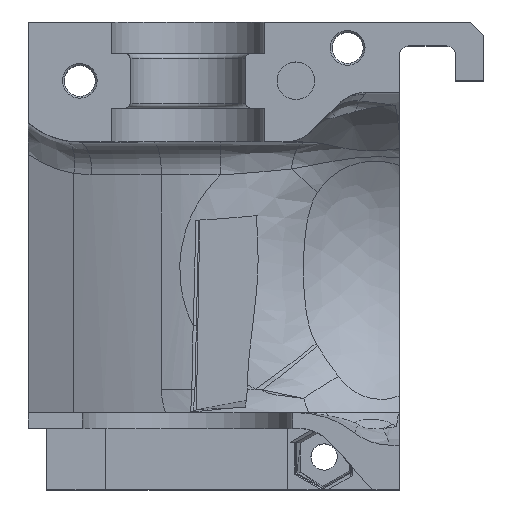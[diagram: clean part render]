
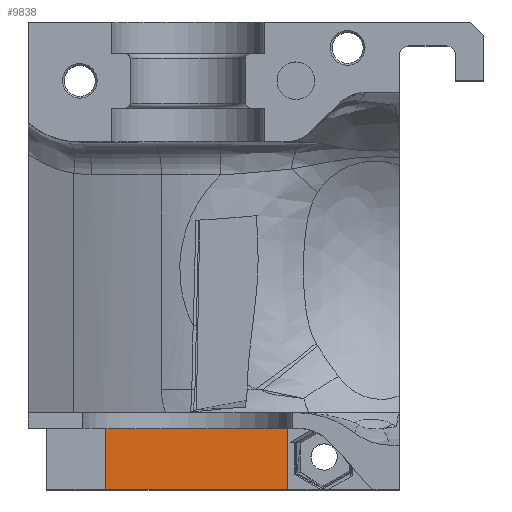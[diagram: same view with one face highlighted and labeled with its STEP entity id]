
A CAD part, top view. The second image highlights one B-rep face of the part: STEP entity #9838.
In plain terms, the highlighted planar face has unit normal (0, 0, 1).
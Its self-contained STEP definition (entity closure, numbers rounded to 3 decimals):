
#2076 = PLANE('',#2077);
#2077 = AXIS2_PLACEMENT_3D('',#2078,#2079,#2080);
#2078 = CARTESIAN_POINT('',(-216.528,85.,
    3.966));
#2079 = DIRECTION('',(0.,-1.,0.));
#2080 = DIRECTION('',(1.,0.,0.));
#3047 = PLANE('',#3048);
#3048 = AXIS2_PLACEMENT_3D('',#3049,#3050,#3051);
#3049 = CARTESIAN_POINT('',(-203.425,78.5,0.));
#3050 = DIRECTION('',(0.,1.,0.));
#3051 = DIRECTION('',(0.,0.,1.));
#4878 = PLANE('',#4879);
#4879 = AXIS2_PLACEMENT_3D('',#4880,#4881,#4882);
#4880 = CARTESIAN_POINT('',(-208.325,78.5,0.));
#4881 = DIRECTION('',(1.,0.,0.));
#4882 = DIRECTION('',(0.,0.,-1.));
#5127 = VERTEX_POINT('',#5128);
#5128 = CARTESIAN_POINT('',(-227.725,85.,1.));
#5142 = PLANE('',#5143);
#5143 = AXIS2_PLACEMENT_3D('',#5144,#5145,#5146);
#5144 = CARTESIAN_POINT('',(-227.725,78.5,0.));
#5145 = DIRECTION('',(1.,0.,0.));
#5146 = DIRECTION('',(0.,0.,-1.));
#5154 = EDGE_CURVE('',#5127,#5155,#5157,.T.);
#5155 = VERTEX_POINT('',#5156);
#5156 = CARTESIAN_POINT('',(-208.325,85.,1.));
#5157 = SURFACE_CURVE('',#5158,(#5162,#5169),.PCURVE_S1.);
#5158 = LINE('',#5159,#5160);
#5159 = CARTESIAN_POINT('',(-232.925,85.,1.));
#5160 = VECTOR('',#5161,1.);
#5161 = DIRECTION('',(1.,0.,0.));
#5162 = PCURVE('',#2076,#5163);
#5163 = DEFINITIONAL_REPRESENTATION('',(#5164),#5168);
#5164 = LINE('',#5165,#5166);
#5165 = CARTESIAN_POINT('',(-16.397,-2.966));
#5166 = VECTOR('',#5167,1.);
#5167 = DIRECTION('',(1.,0.));
#5168 = ( GEOMETRIC_REPRESENTATION_CONTEXT(2) 
PARAMETRIC_REPRESENTATION_CONTEXT() REPRESENTATION_CONTEXT('2D SPACE',''
  ) );
#5169 = PCURVE('',#5170,#5175);
#5170 = PLANE('',#5171);
#5171 = AXIS2_PLACEMENT_3D('',#5172,#5173,#5174);
#5172 = CARTESIAN_POINT('',(-229.925,78.5,1.));
#5173 = DIRECTION('',(0.,0.,1.));
#5174 = DIRECTION('',(1.,0.,0.));
#5175 = DEFINITIONAL_REPRESENTATION('',(#5176),#5180);
#5176 = LINE('',#5177,#5178);
#5177 = CARTESIAN_POINT('',(-3.,6.5));
#5178 = VECTOR('',#5179,1.);
#5179 = DIRECTION('',(1.,0.));
#5180 = ( GEOMETRIC_REPRESENTATION_CONTEXT(2) 
PARAMETRIC_REPRESENTATION_CONTEXT() REPRESENTATION_CONTEXT('2D SPACE',''
  ) );
#7177 = VERTEX_POINT('',#7178);
#7178 = CARTESIAN_POINT('',(-227.725,78.5,1.));
#7199 = EDGE_CURVE('',#7177,#7200,#7202,.T.);
#7200 = VERTEX_POINT('',#7201);
#7201 = CARTESIAN_POINT('',(-208.325,78.5,1.));
#7202 = SURFACE_CURVE('',#7203,(#7207,#7214),.PCURVE_S1.);
#7203 = LINE('',#7204,#7205);
#7204 = CARTESIAN_POINT('',(-229.925,78.5,1.));
#7205 = VECTOR('',#7206,1.);
#7206 = DIRECTION('',(1.,0.,0.));
#7207 = PCURVE('',#3047,#7208);
#7208 = DEFINITIONAL_REPRESENTATION('',(#7209),#7213);
#7209 = LINE('',#7210,#7211);
#7210 = CARTESIAN_POINT('',(1.,-26.5));
#7211 = VECTOR('',#7212,1.);
#7212 = DIRECTION('',(0.,1.));
#7213 = ( GEOMETRIC_REPRESENTATION_CONTEXT(2) 
PARAMETRIC_REPRESENTATION_CONTEXT() REPRESENTATION_CONTEXT('2D SPACE',''
  ) );
#7214 = PCURVE('',#5170,#7215);
#7215 = DEFINITIONAL_REPRESENTATION('',(#7216),#7220);
#7216 = LINE('',#7217,#7218);
#7217 = CARTESIAN_POINT('',(0.,0.));
#7218 = VECTOR('',#7219,1.);
#7219 = DIRECTION('',(1.,0.));
#7220 = ( GEOMETRIC_REPRESENTATION_CONTEXT(2) 
PARAMETRIC_REPRESENTATION_CONTEXT() REPRESENTATION_CONTEXT('2D SPACE',''
  ) );
#9303 = EDGE_CURVE('',#5155,#7200,#9304,.T.);
#9304 = SURFACE_CURVE('',#9305,(#9309,#9316),.PCURVE_S1.);
#9305 = LINE('',#9306,#9307);
#9306 = CARTESIAN_POINT('',(-208.325,78.5,1.));
#9307 = VECTOR('',#9308,1.);
#9308 = DIRECTION('',(0.,-1.,0.));
#9309 = PCURVE('',#4878,#9310);
#9310 = DEFINITIONAL_REPRESENTATION('',(#9311),#9315);
#9311 = LINE('',#9312,#9313);
#9312 = CARTESIAN_POINT('',(-1.,0.));
#9313 = VECTOR('',#9314,1.);
#9314 = DIRECTION('',(0.,-1.));
#9315 = ( GEOMETRIC_REPRESENTATION_CONTEXT(2) 
PARAMETRIC_REPRESENTATION_CONTEXT() REPRESENTATION_CONTEXT('2D SPACE',''
  ) );
#9316 = PCURVE('',#5170,#9317);
#9317 = DEFINITIONAL_REPRESENTATION('',(#9318),#9322);
#9318 = LINE('',#9319,#9320);
#9319 = CARTESIAN_POINT('',(21.6,0.));
#9320 = VECTOR('',#9321,1.);
#9321 = DIRECTION('',(0.,-1.));
#9322 = ( GEOMETRIC_REPRESENTATION_CONTEXT(2) 
PARAMETRIC_REPRESENTATION_CONTEXT() REPRESENTATION_CONTEXT('2D SPACE',''
  ) );
#9815 = EDGE_CURVE('',#7177,#5127,#9816,.T.);
#9816 = SURFACE_CURVE('',#9817,(#9821,#9828),.PCURVE_S1.);
#9817 = LINE('',#9818,#9819);
#9818 = CARTESIAN_POINT('',(-227.725,78.5,1.));
#9819 = VECTOR('',#9820,1.);
#9820 = DIRECTION('',(0.,1.,0.));
#9821 = PCURVE('',#5142,#9822);
#9822 = DEFINITIONAL_REPRESENTATION('',(#9823),#9827);
#9823 = LINE('',#9824,#9825);
#9824 = CARTESIAN_POINT('',(-1.,0.));
#9825 = VECTOR('',#9826,1.);
#9826 = DIRECTION('',(0.,1.));
#9827 = ( GEOMETRIC_REPRESENTATION_CONTEXT(2) 
PARAMETRIC_REPRESENTATION_CONTEXT() REPRESENTATION_CONTEXT('2D SPACE',''
  ) );
#9828 = PCURVE('',#5170,#9829);
#9829 = DEFINITIONAL_REPRESENTATION('',(#9830),#9834);
#9830 = LINE('',#9831,#9832);
#9831 = CARTESIAN_POINT('',(2.2,0.));
#9832 = VECTOR('',#9833,1.);
#9833 = DIRECTION('',(0.,1.));
#9834 = ( GEOMETRIC_REPRESENTATION_CONTEXT(2) 
PARAMETRIC_REPRESENTATION_CONTEXT() REPRESENTATION_CONTEXT('2D SPACE',''
  ) );
#9838 = ADVANCED_FACE('',(#9839),#5170,.T.);
#9839 = FACE_BOUND('',#9840,.T.);
#9840 = EDGE_LOOP('',(#9841,#9842,#9843,#9844));
#9841 = ORIENTED_EDGE('',*,*,#7199,.T.);
#9842 = ORIENTED_EDGE('',*,*,#9303,.F.);
#9843 = ORIENTED_EDGE('',*,*,#5154,.F.);
#9844 = ORIENTED_EDGE('',*,*,#9815,.F.);
